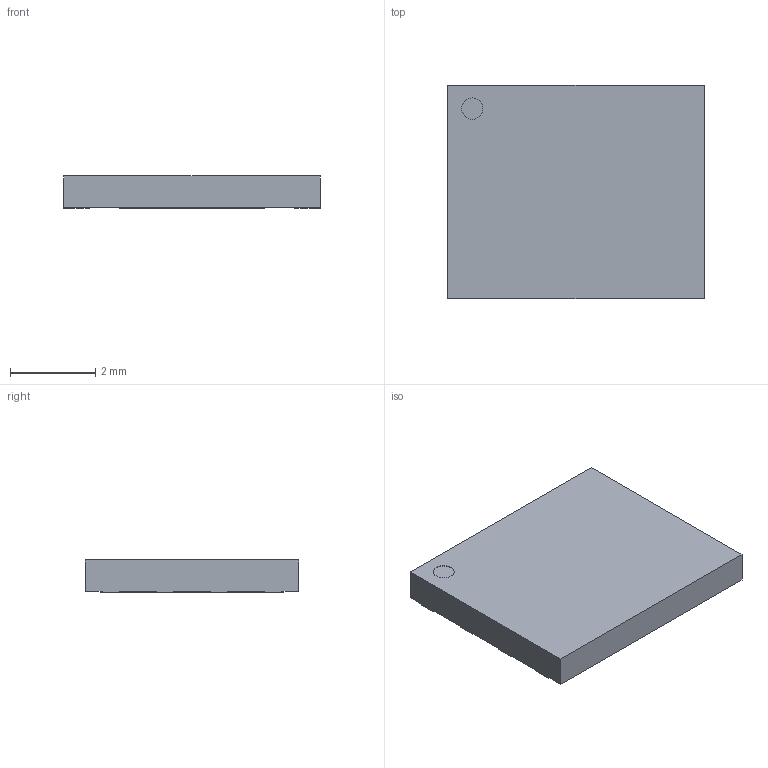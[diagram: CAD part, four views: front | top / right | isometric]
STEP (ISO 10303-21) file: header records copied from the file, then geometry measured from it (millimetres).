
FILE_DESCRIPTION (( 'STEP AP214' ), '1' );
FILE_NAME ('WINBOND_WSON8-6x5x0.75.STEP', '2022-02-25T18:54:07', ( '' ), ( '' ), 'SwSTEP 2.0', 'SolidWorks 2019', '' );
FILE_SCHEMA (( 'AUTOMOTIVE_DESIGN' ));
Length unit declared in the file: millimetre
Products named in the file (1): WINBOND_WSON8-6x5x0.75
Bounding box: 6 x 5 x 0.75 mm (x, y, z)
Volume: 22.2 mm3; surface area: 76.7 mm2
Topology: 1 solids, 1 shells, 51 faces, 141 edges, 94 vertices
Faces by surface type: plane 37, cylinder 14
Entity records: 2185 total; most frequent: CARTESIAN_POINT 287, ORIENTED_EDGE 282, DIRECTION 273, EDGE_CURVE 141, VECTOR 113, LINE 113, VERTEX_POINT 94, AXIS2_PLACEMENT_3D 80
